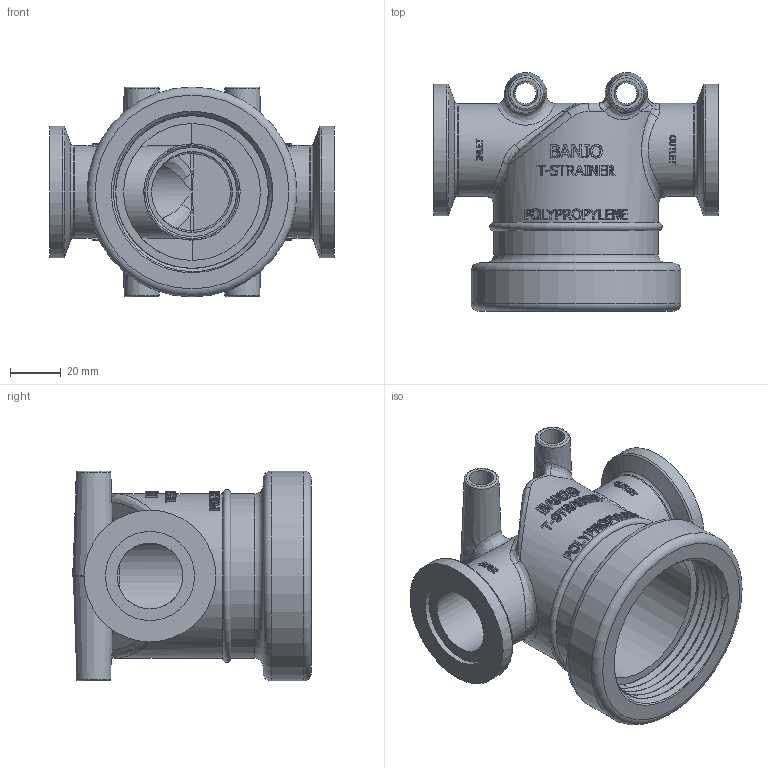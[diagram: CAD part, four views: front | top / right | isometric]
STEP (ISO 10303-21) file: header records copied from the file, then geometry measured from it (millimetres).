
FILE_DESCRIPTION(/* description */ ('1" MANIFOLD T-STRAINER HEAD'),/* implementation_level */ '2;1');
FILE_NAME(/* name */ 'MLST100-H.stp',/* time_stamp */ '2019-06-05T08:34:45-04:00',/* author */ ('MJC'),/* organization */ (''),/* preprocessor_version */ 'ST-DEVELOPER v17.2',/* originating_system */ 'Autodesk Inventor 2019',/* authorisation */ '');
FILE_SCHEMA (('AUTOMOTIVE_DESIGN { 1 0 10303 214 3 1 1 }'));
Products named in the file (1): MLST100-H
Bounding box: 111.76 x 93.97 x 82.55 mm (x, y, z)
Volume: 183200.6 mm3; surface area: 71981.3 mm2
Topology: 1 solids, 1 shells, 773 faces, 2087 edges, 1373 vertices
Faces by surface type: plane 391, bspline 258, cylinder 89, torus 21, cone 14
Full cylindrical faces by diameter (mm): 25.908 x2, 31.75 x1, 35.052 x3, 36.576 x2, 37.846 x1, 51.816 x2, 53.848 x1, 60.063 x3, 64.77 x2, 82.55 x1
Entity records: 76917 total; most frequent: CARTESIAN_POINT 59561, ORIENTED_EDGE 4150, DIRECTION 2662, EDGE_CURVE 2075, VERTEX_POINT 1373, AXIS2_PLACEMENT_3D 934, B_SPLINE_CURVE_WITH_KNOTS 863, EDGE_LOOP 850
